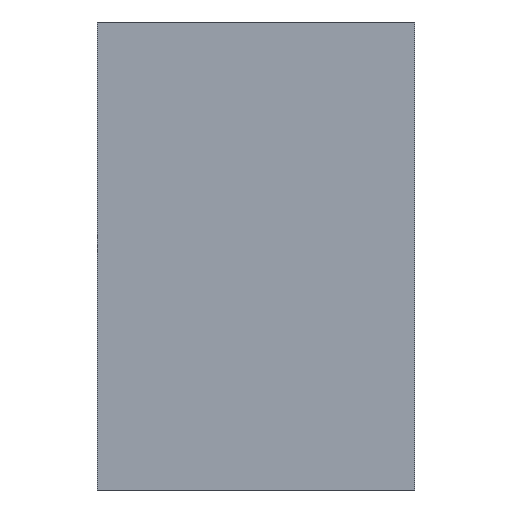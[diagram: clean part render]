
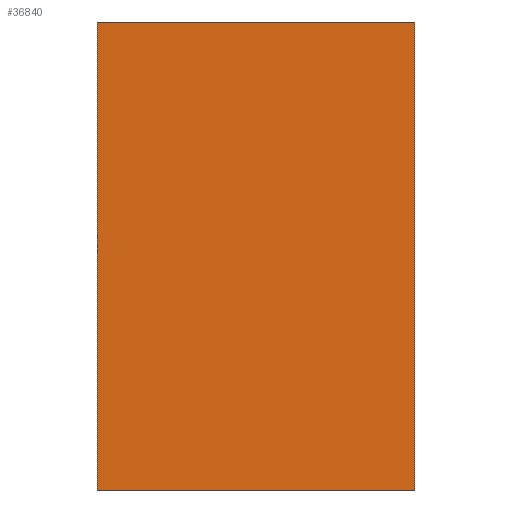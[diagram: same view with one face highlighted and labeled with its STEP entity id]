
A CAD part, left-side view. The second image highlights one B-rep face of the part: STEP entity #36840.
In plain terms, the highlighted planar face has unit normal (-1, 0, 0).
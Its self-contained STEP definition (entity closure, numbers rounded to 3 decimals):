
#35770=CARTESIAN_POINT('',(-124.,-128.166,94.197));
#35780=VERTEX_POINT('',#35770);
#35830=CARTESIAN_POINT('',(-124.,0.92,94.197));
#35840=DIRECTION('',(0.,1.,0.));
#35850=VECTOR('',#35840,1.);
#35860=LINE('',#35830,#35850);
#35870=CARTESIAN_POINT('',(-124.,119.833,94.197));
#35880=VERTEX_POINT('',#35870);
#35890=EDGE_CURVE('',#35780,#35880,#35860,.T.);
#36190=CARTESIAN_POINT('',(-124.,119.833,-270.803));
#36200=VERTEX_POINT('',#36190);
#36230=CARTESIAN_POINT('',(-124.,0.92,-270.803));
#36240=DIRECTION('',(0.,1.,0.));
#36250=VECTOR('',#36240,1.);
#36260=LINE('',#36230,#36250);
#36270=CARTESIAN_POINT('',(-124.,-128.166,-270.803));
#36280=VERTEX_POINT('',#36270);
#36290=EDGE_CURVE('',#36280,#36200,#36260,.T.);
#36630=CARTESIAN_POINT('',(-124.,0.92,-407.509));
#36640=DIRECTION('',(1.,0.,0.));
#36650=DIRECTION('',(0.,1.,0.));
#36660=AXIS2_PLACEMENT_3D('',#36630,#36640,#36650);
#36670=PLANE('',#36660);
#36680=ORIENTED_EDGE('',*,*,#36290,.F.);
#36690=CARTESIAN_POINT('',(-124.,119.833,-407.509));
#36700=DIRECTION('',(0.,0.,-1.));
#36710=VECTOR('',#36700,1.);
#36720=LINE('',#36690,#36710);
#36730=EDGE_CURVE('',#35880,#36200,#36720,.T.);
#36740=ORIENTED_EDGE('',*,*,#36730,.T.);
#36750=ORIENTED_EDGE('',*,*,#35890,.T.);
#36760=CARTESIAN_POINT('',(-124.,-128.166,-407.509));
#36770=DIRECTION('',(0.,0.,-1.));
#36780=VECTOR('',#36770,1.);
#36790=LINE('',#36760,#36780);
#36800=EDGE_CURVE('',#35780,#36280,#36790,.T.);
#36810=ORIENTED_EDGE('',*,*,#36800,.F.);
#36820=EDGE_LOOP('',(#36810,#36750,#36740,#36680));
#36830=FACE_OUTER_BOUND('',#36820,.T.);
#36840=ADVANCED_FACE('',(#36830),#36670,.F.);
